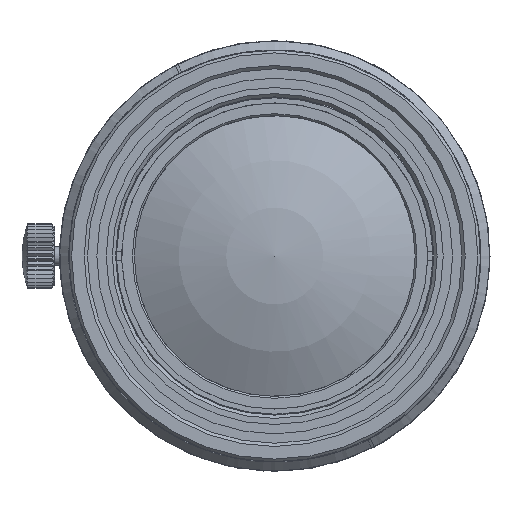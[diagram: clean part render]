
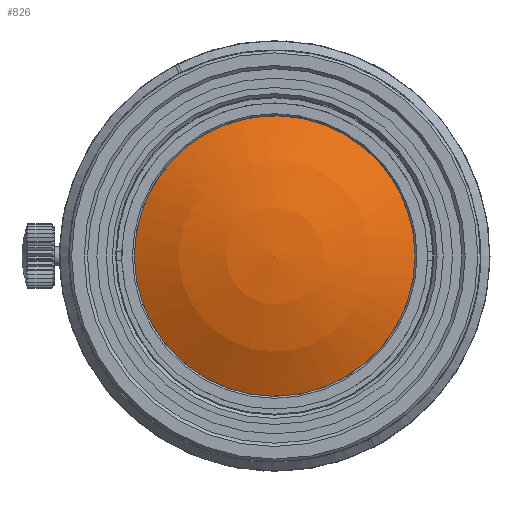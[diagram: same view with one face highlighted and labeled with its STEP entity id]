
A CAD part, left-side view. The second image highlights one B-rep face of the part: STEP entity #826.
In plain terms, the highlighted spherical face has radius 31.831 mm.
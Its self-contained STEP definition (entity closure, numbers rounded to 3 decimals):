
#146=SPHERICAL_SURFACE('',#8178,31.831);
#518=FACE_OUTER_BOUND('',#2291,.T.);
#826=ADVANCED_FACE('',(#518),#146,.T.);
#2291=EDGE_LOOP('',(#4568));
#4568=ORIENTED_EDGE('',*,*,#6857,.F.);
#5687=VERTEX_POINT('',#15794);
#6857=EDGE_CURVE('',#5687,#5687,#7748,.T.);
#7748=B_SPLINE_CURVE_WITH_KNOTS('',3,(#15776,#15777,#15778,#15779,#15780,
#15781,#15782,#15783,#15784,#15785,#15786,#15787,#15788,#15789,#15790,#15791,
#15792,#15793),.UNSPECIFIED.,.T.,.F.,(2,2,2,2,2,2,2,2,2,2,2),(-0.125,0.,
0.125,0.25,0.375,0.5,0.625,0.75,0.875,1.,1.125),.UNSPECIFIED.);
#8178=AXIS2_PLACEMENT_3D('',#15795,#9227,#9228);
#9227=DIRECTION('',(1.,0.,0.));
#9228=DIRECTION('',(0.,-1.,0.));
#15776=CARTESIAN_POINT('',(-178.074,15.,-3.927));
#15777=CARTESIAN_POINT('',(-178.074,15.,3.927));
#15778=CARTESIAN_POINT('',(-178.074,13.383,7.83));
#15779=CARTESIAN_POINT('',(-178.074,7.83,13.383));
#15780=CARTESIAN_POINT('',(-178.074,3.927,15.));
#15781=CARTESIAN_POINT('',(-178.074,-3.927,15.));
#15782=CARTESIAN_POINT('',(-178.074,-7.83,13.383));
#15783=CARTESIAN_POINT('',(-178.074,-13.383,7.83));
#15784=CARTESIAN_POINT('',(-178.074,-15.,3.927));
#15785=CARTESIAN_POINT('',(-178.074,-15.,-3.927));
#15786=CARTESIAN_POINT('',(-178.074,-13.383,-7.83));
#15787=CARTESIAN_POINT('',(-178.074,-7.83,-13.383));
#15788=CARTESIAN_POINT('',(-178.074,-3.927,-15.));
#15789=CARTESIAN_POINT('',(-178.074,3.927,-15.));
#15790=CARTESIAN_POINT('',(-178.074,7.83,-13.383));
#15791=CARTESIAN_POINT('',(-178.074,13.383,-7.83));
#15792=CARTESIAN_POINT('',(-178.074,15.,-3.927));
#15793=CARTESIAN_POINT('',(-178.074,15.,3.927));
#15794=CARTESIAN_POINT('',(-178.075,14.998,0.));
#15795=CARTESIAN_POINT('',(-149.999,0.,0.));
